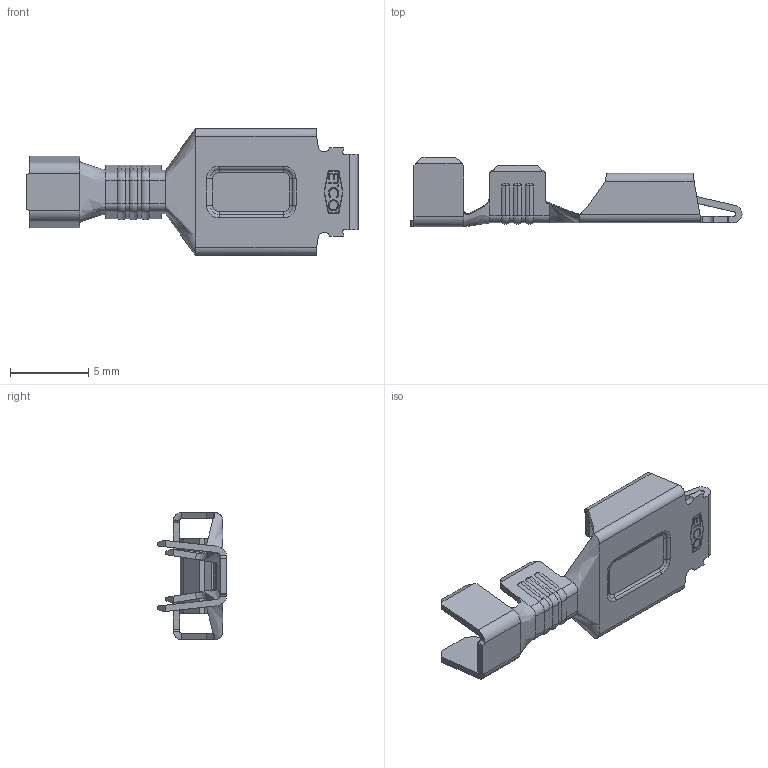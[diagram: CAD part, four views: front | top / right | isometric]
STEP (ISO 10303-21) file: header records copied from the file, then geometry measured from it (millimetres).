
FILE_DESCRIPTION (( 'STEP AP203' ), '1' );
FILE_NAME ('07674.STEP', '2015-01-28T19:57:33', ( '' ), ( '' ), 'SwSTEP 2.0', 'SolidWorks 2014', '' );
FILE_SCHEMA (( 'CONFIG_CONTROL_DESIGN' ));
Length unit declared in the file: inch
Products named in the file (1): 07674
Bounding box: 21.18 x 4.45 x 8.1 mm (x, y, z)
Volume: 104.5 mm3; surface area: 576 mm2
Topology: 1 solids, 1 shells, 332 faces, 848 edges, 526 vertices
Faces by surface type: plane 169, cylinder 79, bspline 38, torus 34, cone 12
Entity records: 12047 total; most frequent: CARTESIAN_POINT 4280, ORIENTED_EDGE 1692, DIRECTION 1449, EDGE_CURVE 846, LINE 527, VECTOR 527, VERTEX_POINT 525, AXIS2_PLACEMENT_3D 461
